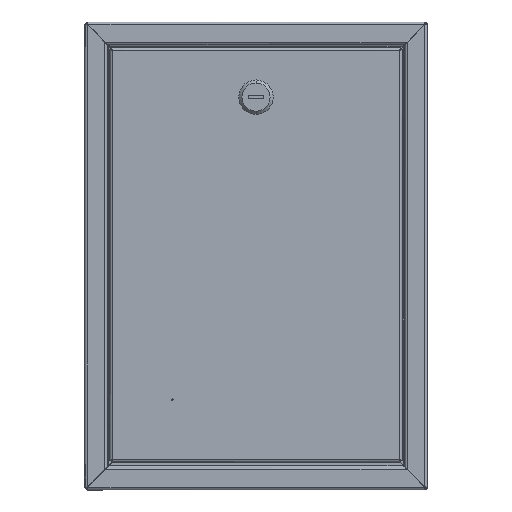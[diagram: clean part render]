
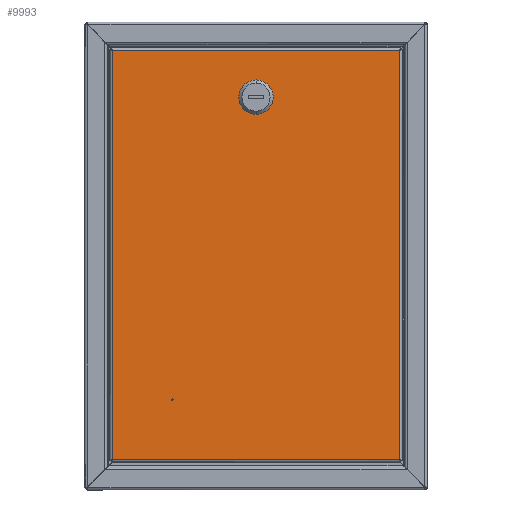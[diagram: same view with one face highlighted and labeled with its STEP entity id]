
A CAD part, top view. The second image highlights one B-rep face of the part: STEP entity #9993.
In plain terms, the highlighted planar face has unit normal (0, 0, 1).
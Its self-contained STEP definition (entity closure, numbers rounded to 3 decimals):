
#330 = CARTESIAN_POINT ( 'NONE',  ( -178.228, 162.586, 0. ) ) ;
#445 = DIRECTION ( 'NONE',  ( 0., 0., 1. ) ) ;
#623 = ORIENTED_EDGE ( 'NONE', *, *, #22806, .T. ) ;
#628 = VERTEX_POINT ( 'NONE', #16475 ) ;
#770 = EDGE_CURVE ( 'NONE', #5987, #17228, #12800, .T. ) ;
#1132 = DIRECTION ( 'NONE',  ( 0., 0., 1. ) ) ;
#1285 = EDGE_LOOP ( 'NONE', ( #5549, #15932 ) ) ;
#1901 = LINE ( 'NONE', #10152, #9575 ) ;
#2134 = EDGE_CURVE ( 'NONE', #3691, #5987, #12766, .T. ) ;
#2153 = CARTESIAN_POINT ( 'NONE',  ( -216.728, 251.037, 0. ) ) ;
#2907 = DIRECTION ( 'NONE',  ( 0., 1., 0. ) ) ;
#3043 = DIRECTION ( 'NONE',  ( 1., 0., 0. ) ) ;
#3223 = EDGE_CURVE ( 'NONE', #14909, #628, #6321, .T. ) ;
#3451 = EDGE_CURVE ( 'NONE', #23727, #14909, #24348, .T. ) ;
#3691 = VERTEX_POINT ( 'NONE', #7577 ) ;
#4149 = CARTESIAN_POINT ( 'NONE',  ( 7.372, 105.237, 0. ) ) ;
#4218 = ORIENTED_EDGE ( 'NONE', *, *, #3451, .T. ) ;
#4802 = CARTESIAN_POINT ( 'NONE',  ( -178.228, 162.586, 0. ) ) ;
#5435 = CARTESIAN_POINT ( 'NONE',  ( -178.228, 155.288, 0. ) ) ;
#5549 = ORIENTED_EDGE ( 'NONE', *, *, #25204, .F. ) ;
#5804 = DIRECTION ( 'NONE',  ( 0., -1., 0. ) ) ;
#5987 = VERTEX_POINT ( 'NONE', #5435 ) ;
#6260 = CARTESIAN_POINT ( 'NONE',  ( 7.872, 105.237, 0. ) ) ;
#6321 = LINE ( 'NONE', #14586, #26181 ) ;
#6626 = EDGE_CURVE ( 'NONE', #17413, #21846, #19408, .T. ) ;
#7383 = DIRECTION ( 'NONE',  ( 0., 0., 1. ) ) ;
#7577 = CARTESIAN_POINT ( 'NONE',  ( -195.228, 155.288, 0. ) ) ;
#8228 = CARTESIAN_POINT ( 'NONE',  ( 45.772, 251.037, 0. ) ) ;
#9126 = FACE_BOUND ( 'NONE', #13311, .T. ) ;
#9336 = LINE ( 'NONE', #11773, #12387 ) ;
#9575 = VECTOR ( 'NONE', #18410, 1000. ) ;
#9708 = DIRECTION ( 'NONE',  ( 0., 1., 0. ) ) ;
#9734 = DIRECTION ( 'NONE',  ( 1., 0., 0. ) ) ;
#9993 = ADVANCED_FACE ( 'NONE', ( #19544, #9126, #15370 ), #11281, .T. ) ;
#10009 = CARTESIAN_POINT ( 'NONE',  ( -195.228, 162.586, 0. ) ) ;
#10152 = CARTESIAN_POINT ( 'NONE',  ( -195.228, 162.586, 0. ) ) ;
#11281 = PLANE ( 'NONE',  #14319 ) ;
#11541 = VERTEX_POINT ( 'NONE', #10009 ) ;
#11773 = CARTESIAN_POINT ( 'NONE',  ( -216.728, 66.837, 0. ) ) ;
#12029 = LINE ( 'NONE', #2153, #15879 ) ;
#12387 = VECTOR ( 'NONE', #9734, 1000. ) ;
#12766 = CIRCLE ( 'NONE', #14492, 9.25 ) ;
#12800 = LINE ( 'NONE', #4802, #15731 ) ;
#12807 = VECTOR ( 'NONE', #9708, 1000. ) ;
#13170 = DIRECTION ( 'NONE',  ( -1., 0., 0. ) ) ;
#13311 = EDGE_LOOP ( 'NONE', ( #22730, #18186, #13745, #25699 ) ) ;
#13734 = AXIS2_PLACEMENT_3D ( 'NONE', #4149, #21057, #23087 ) ;
#13745 = ORIENTED_EDGE ( 'NONE', *, *, #25064, .F. ) ;
#13765 = ORIENTED_EDGE ( 'NONE', *, *, #3223, .T. ) ;
#13927 = CARTESIAN_POINT ( 'NONE',  ( 45.772, 251.037, 0. ) ) ;
#14265 = CARTESIAN_POINT ( 'NONE',  ( 6.872, 105.237, 0. ) ) ;
#14319 = AXIS2_PLACEMENT_3D ( 'NONE', #21712, #1132, #3043 ) ;
#14492 = AXIS2_PLACEMENT_3D ( 'NONE', #18983, #445, #17225 ) ;
#14586 = CARTESIAN_POINT ( 'NONE',  ( -216.728, 251.037, 0. ) ) ;
#14811 = EDGE_CURVE ( 'NONE', #11541, #3691, #1901, .T. ) ;
#14909 = VERTEX_POINT ( 'NONE', #8228 ) ;
#15370 = FACE_OUTER_BOUND ( 'NONE', #18860, .T. ) ;
#15731 = VECTOR ( 'NONE', #2907, 1000. ) ;
#15879 = VECTOR ( 'NONE', #5804, 1000. ) ;
#15932 = ORIENTED_EDGE ( 'NONE', *, *, #6626, .F. ) ;
#16336 = DIRECTION ( 'NONE',  ( 1., 0., 0. ) ) ;
#16377 = AXIS2_PLACEMENT_3D ( 'NONE', #25929, #7383, #19838 ) ;
#16475 = CARTESIAN_POINT ( 'NONE',  ( -216.728, 251.037, 0. ) ) ;
#16602 = DIRECTION ( 'NONE',  ( 0., 0., 1. ) ) ;
#17225 = DIRECTION ( 'NONE',  ( 1., 0., 0. ) ) ;
#17228 = VERTEX_POINT ( 'NONE', #330 ) ;
#17413 = VERTEX_POINT ( 'NONE', #14265 ) ;
#18055 = CIRCLE ( 'NONE', #16377, 9.25 ) ;
#18186 = ORIENTED_EDGE ( 'NONE', *, *, #14811, .F. ) ;
#18410 = DIRECTION ( 'NONE',  ( 0., -1., 0. ) ) ;
#18739 = CARTESIAN_POINT ( 'NONE',  ( 7.372, 105.237, 0. ) ) ;
#18860 = EDGE_LOOP ( 'NONE', ( #25608, #623, #4218, #13765 ) ) ;
#18983 = CARTESIAN_POINT ( 'NONE',  ( -186.728, 158.937, 0. ) ) ;
#19408 = CIRCLE ( 'NONE', #26319, 0.5 ) ;
#19544 = FACE_BOUND ( 'NONE', #1285, .T. ) ;
#19731 = CARTESIAN_POINT ( 'NONE',  ( -216.728, 66.837, 0. ) ) ;
#19838 = DIRECTION ( 'NONE',  ( 1., 0., 0. ) ) ;
#21052 = CARTESIAN_POINT ( 'NONE',  ( 45.772, 66.837, 0. ) ) ;
#21057 = DIRECTION ( 'NONE',  ( 0., 0., 1. ) ) ;
#21712 = CARTESIAN_POINT ( 'NONE',  ( -216.728, 66.837, 0. ) ) ;
#21846 = VERTEX_POINT ( 'NONE', #6260 ) ;
#22730 = ORIENTED_EDGE ( 'NONE', *, *, #2134, .F. ) ;
#22806 = EDGE_CURVE ( 'NONE', #23098, #23727, #9336, .T. ) ;
#23087 = DIRECTION ( 'NONE',  ( 1., 0., 0. ) ) ;
#23098 = VERTEX_POINT ( 'NONE', #19731 ) ;
#23252 = CIRCLE ( 'NONE', #13734, 0.5 ) ;
#23727 = VERTEX_POINT ( 'NONE', #21052 ) ;
#24044 = EDGE_CURVE ( 'NONE', #628, #23098, #12029, .T. ) ;
#24348 = LINE ( 'NONE', #13927, #12807 ) ;
#25064 = EDGE_CURVE ( 'NONE', #17228, #11541, #18055, .T. ) ;
#25204 = EDGE_CURVE ( 'NONE', #21846, #17413, #23252, .T. ) ;
#25608 = ORIENTED_EDGE ( 'NONE', *, *, #24044, .T. ) ;
#25699 = ORIENTED_EDGE ( 'NONE', *, *, #770, .F. ) ;
#25929 = CARTESIAN_POINT ( 'NONE',  ( -186.728, 158.937, 0. ) ) ;
#26181 = VECTOR ( 'NONE', #13170, 1000. ) ;
#26319 = AXIS2_PLACEMENT_3D ( 'NONE', #18739, #16602, #16336 ) ;
